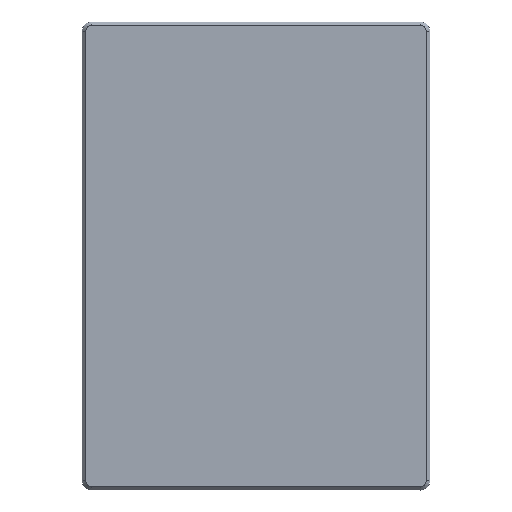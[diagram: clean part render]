
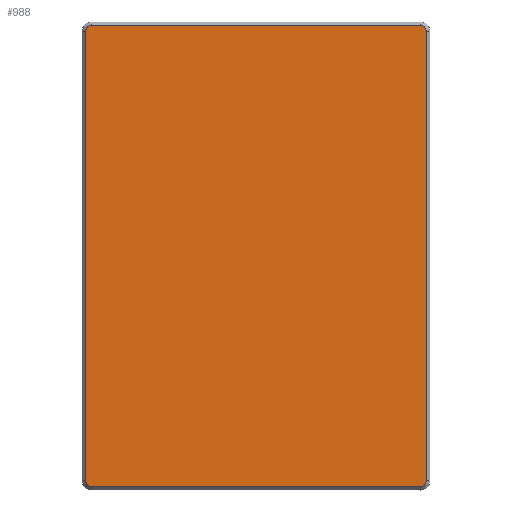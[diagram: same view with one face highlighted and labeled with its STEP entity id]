
A CAD part, top view. The second image highlights one B-rep face of the part: STEP entity #988.
In plain terms, the highlighted planar face has unit normal (0, 0, 1).
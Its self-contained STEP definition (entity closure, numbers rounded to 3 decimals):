
#6 = DIRECTION ( 'NONE',  ( 0., 0., 1. ) ) ;
#18 = CARTESIAN_POINT ( 'NONE',  ( 37.718, -1.258, 159.247 ) ) ;
#56 = VECTOR ( 'NONE', #574, 1000. ) ;
#106 = AXIS2_PLACEMENT_3D ( 'NONE', #1116, #263, #269 ) ;
#121 = LINE ( 'NONE', #18, #661 ) ;
#161 = EDGE_CURVE ( 'NONE', #680, #841, #121, .T. ) ;
#191 = DIRECTION ( 'NONE',  ( -1., 0., 0. ) ) ;
#217 = DIRECTION ( 'NONE',  ( 0., 0., 1. ) ) ;
#236 = ORIENTED_EDGE ( 'NONE', *, *, #670, .T. ) ;
#253 = EDGE_CURVE ( 'NONE', #841, #714, #389, .T. ) ;
#257 = CARTESIAN_POINT ( 'NONE',  ( 37.718, -49.85, 159.247 ) ) ;
#263 = DIRECTION ( 'NONE',  ( 0., 0., 1. ) ) ;
#269 = DIRECTION ( 'NONE',  ( -1., 0., 0. ) ) ;
#277 = CARTESIAN_POINT ( 'NONE',  ( -36.518, -51.05, 159.247 ) ) ;
#316 = EDGE_CURVE ( 'NONE', #1270, #545, #1360, .T. ) ;
#339 = CARTESIAN_POINT ( 'NONE',  ( -36.518, -49.85, 159.247 ) ) ;
#349 = LINE ( 'NONE', #867, #758 ) ;
#360 = CARTESIAN_POINT ( 'NONE',  ( 0.786, -51.05, 159.247 ) ) ;
#389 = CIRCLE ( 'NONE', #875, 1.2 ) ;
#420 = FACE_OUTER_BOUND ( 'NONE', #707, .T. ) ;
#457 = EDGE_CURVE ( 'NONE', #545, #535, #1104, .T. ) ;
#473 = CARTESIAN_POINT ( 'NONE',  ( -37.718, -1.258, 159.247 ) ) ;
#481 = CIRCLE ( 'NONE', #106, 1.2 ) ;
#535 = VERTEX_POINT ( 'NONE', #668 ) ;
#541 = DIRECTION ( 'NONE',  ( 0., 1., 0. ) ) ;
#544 = DIRECTION ( 'NONE',  ( -1., 0., 0. ) ) ;
#545 = VERTEX_POINT ( 'NONE', #277 ) ;
#552 = AXIS2_PLACEMENT_3D ( 'NONE', #939, #217, #1180 ) ;
#574 = DIRECTION ( 'NONE',  ( 1., 0., 0. ) ) ;
#582 = CARTESIAN_POINT ( 'NONE',  ( 36.518, 51.05, 159.247 ) ) ;
#622 = ORIENTED_EDGE ( 'NONE', *, *, #1322, .T. ) ;
#645 = ORIENTED_EDGE ( 'NONE', *, *, #1021, .T. ) ;
#661 = VECTOR ( 'NONE', #541, 1000. ) ;
#666 = DIRECTION ( 'NONE',  ( 0., -1., 0. ) ) ;
#668 = CARTESIAN_POINT ( 'NONE',  ( 36.518, -51.05, 159.247 ) ) ;
#670 = EDGE_CURVE ( 'NONE', #1126, #844, #481, .T. ) ;
#674 = DIRECTION ( 'NONE',  ( -1., 0., 0. ) ) ;
#680 = VERTEX_POINT ( 'NONE', #257 ) ;
#707 = EDGE_LOOP ( 'NONE', ( #622, #236, #645, #1354, #862, #1139, #820, #1233 ) ) ;
#714 = VERTEX_POINT ( 'NONE', #582 ) ;
#758 = VECTOR ( 'NONE', #674, 1000. ) ;
#762 = AXIS2_PLACEMENT_3D ( 'NONE', #339, #6, #544 ) ;
#792 = DIRECTION ( 'NONE',  ( 0., 0., 1. ) ) ;
#810 = CARTESIAN_POINT ( 'NONE',  ( -37.718, 49.85, 159.247 ) ) ;
#820 = ORIENTED_EDGE ( 'NONE', *, *, #161, .T. ) ;
#841 = VERTEX_POINT ( 'NONE', #1018 ) ;
#844 = VERTEX_POINT ( 'NONE', #810 ) ;
#862 = ORIENTED_EDGE ( 'NONE', *, *, #457, .T. ) ;
#864 = EDGE_CURVE ( 'NONE', #535, #680, #1232, .T. ) ;
#867 = CARTESIAN_POINT ( 'NONE',  ( 0.786, 51.05, 159.247 ) ) ;
#875 = AXIS2_PLACEMENT_3D ( 'NONE', #1333, #792, #191 ) ;
#925 = CARTESIAN_POINT ( 'NONE',  ( 36.518, -49.85, 159.247 ) ) ;
#939 = CARTESIAN_POINT ( 'NONE',  ( 0.786, -1.258, 159.247 ) ) ;
#988 = ADVANCED_FACE ( 'NONE', ( #420 ), #1083, .T. ) ;
#991 = AXIS2_PLACEMENT_3D ( 'NONE', #925, #1049, #1128 ) ;
#1018 = CARTESIAN_POINT ( 'NONE',  ( 37.718, 49.85, 159.247 ) ) ;
#1021 = EDGE_CURVE ( 'NONE', #844, #1270, #1061, .T. ) ;
#1049 = DIRECTION ( 'NONE',  ( 0., 0., 1. ) ) ;
#1061 = LINE ( 'NONE', #473, #1340 ) ;
#1083 = PLANE ( 'NONE',  #552 ) ;
#1104 = LINE ( 'NONE', #360, #56 ) ;
#1112 = CARTESIAN_POINT ( 'NONE',  ( -36.518, 51.05, 159.247 ) ) ;
#1116 = CARTESIAN_POINT ( 'NONE',  ( -36.518, 49.85, 159.247 ) ) ;
#1126 = VERTEX_POINT ( 'NONE', #1112 ) ;
#1128 = DIRECTION ( 'NONE',  ( -1., 0., 0. ) ) ;
#1139 = ORIENTED_EDGE ( 'NONE', *, *, #864, .T. ) ;
#1180 = DIRECTION ( 'NONE',  ( 0., -1., 0. ) ) ;
#1232 = CIRCLE ( 'NONE', #991, 1.2 ) ;
#1233 = ORIENTED_EDGE ( 'NONE', *, *, #253, .T. ) ;
#1270 = VERTEX_POINT ( 'NONE', #1334 ) ;
#1322 = EDGE_CURVE ( 'NONE', #714, #1126, #349, .T. ) ;
#1333 = CARTESIAN_POINT ( 'NONE',  ( 36.518, 49.85, 159.247 ) ) ;
#1334 = CARTESIAN_POINT ( 'NONE',  ( -37.718, -49.85, 159.247 ) ) ;
#1340 = VECTOR ( 'NONE', #666, 1000. ) ;
#1354 = ORIENTED_EDGE ( 'NONE', *, *, #316, .T. ) ;
#1360 = CIRCLE ( 'NONE', #762, 1.2 ) ;
